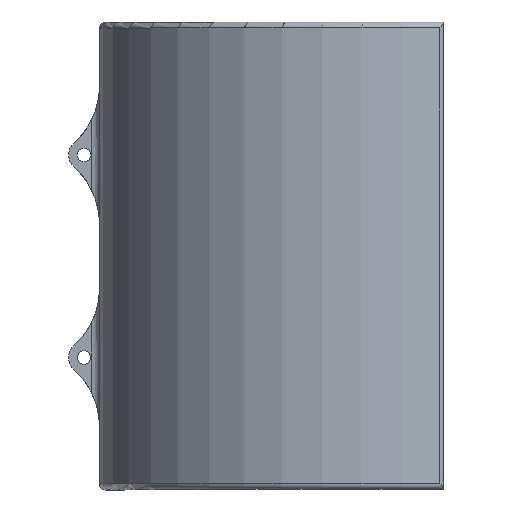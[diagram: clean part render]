
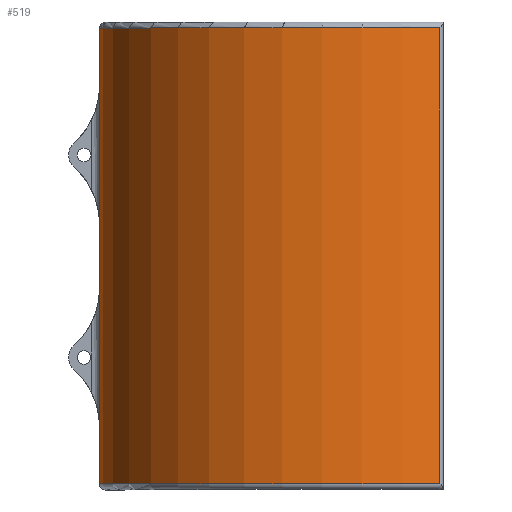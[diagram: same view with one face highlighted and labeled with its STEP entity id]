
A CAD part, top view. The second image highlights one B-rep face of the part: STEP entity #519.
In plain terms, the highlighted cylindrical face has radius 63 mm (diameter 126 mm), a partial arc.
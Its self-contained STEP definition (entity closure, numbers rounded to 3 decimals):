
#37=CIRCLE('',#543,63.);
#59=CIRCLE('',#578,63.);
#92=FACE_OUTER_BOUND('',#125,.T.);
#125=EDGE_LOOP('',(#461,#462,#463,#464));
#151=LINE('',#928,#182);
#158=LINE('',#972,#189);
#182=VECTOR('',#710,117.);
#189=VECTOR('',#733,117.);
#221=VERTEX_POINT('',#842);
#222=VERTEX_POINT('',#844);
#248=VERTEX_POINT('',#927);
#251=VERTEX_POINT('',#959);
#273=EDGE_CURVE('',#221,#222,#37,.T.);
#310=EDGE_CURVE('',#222,#248,#151,.T.);
#316=EDGE_CURVE('',#248,#251,#59,.T.);
#322=EDGE_CURVE('',#251,#221,#158,.T.);
#461=ORIENTED_EDGE('',*,*,#273,.F.);
#462=ORIENTED_EDGE('',*,*,#322,.F.);
#463=ORIENTED_EDGE('',*,*,#316,.F.);
#464=ORIENTED_EDGE('',*,*,#310,.F.);
#490=CYLINDRICAL_SURFACE('',#586,63.);
#519=ADVANCED_FACE('',(#92),#490,.T.);
#543=AXIS2_PLACEMENT_3D('',#845,#631,#632);
#578=AXIS2_PLACEMENT_3D('',#963,#719,#720);
#586=AXIS2_PLACEMENT_3D('',#980,#744,#745);
#631=DIRECTION('center_axis',(0.,1.,0.));
#632=DIRECTION('ref_axis',(-0.547,0.,0.837));
#710=DIRECTION('',(0.,-1.,0.));
#719=DIRECTION('center_axis',(0.,-1.,0.));
#720=DIRECTION('ref_axis',(-0.547,0.,0.837));
#733=DIRECTION('',(0.,1.,0.));
#744=DIRECTION('center_axis',(0.,1.,0.));
#745=DIRECTION('ref_axis',(0.401,0.,0.916));
#842=CARTESIAN_POINT('',(-8.,118.5,20.021));
#844=CARTESIAN_POINT('',(79.363,118.5,78.119));
#845=CARTESIAN_POINT('Origin',(55.,118.5,20.021));
#927=CARTESIAN_POINT('',(79.363,1.5,78.119));
#928=CARTESIAN_POINT('',(79.363,0.,78.119));
#959=CARTESIAN_POINT('',(-8.,1.5,20.021));
#963=CARTESIAN_POINT('Origin',(55.,1.5,20.021));
#972=CARTESIAN_POINT('',(-8.,0.,20.021));
#980=CARTESIAN_POINT('Origin',(55.,0.,20.021));
